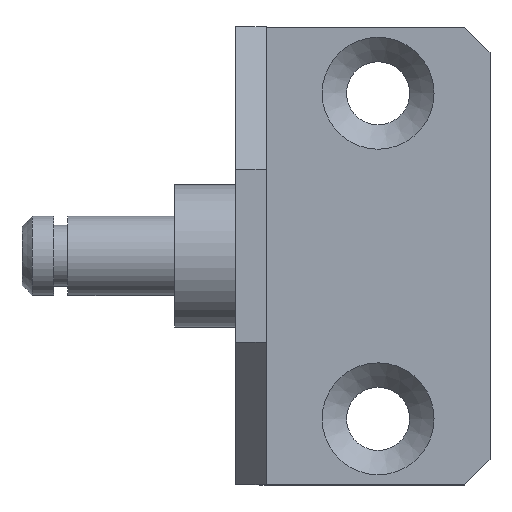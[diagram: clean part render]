
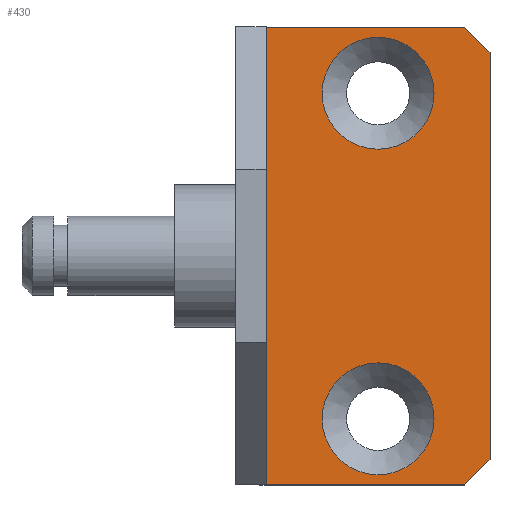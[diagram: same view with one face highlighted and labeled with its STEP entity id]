
A CAD part, top view. The second image highlights one B-rep face of the part: STEP entity #430.
In plain terms, the highlighted planar face has unit normal (0, 0, 1).
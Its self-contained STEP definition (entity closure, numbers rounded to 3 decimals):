
#20=FACE_BOUND('',#89,.T.);
#21=FACE_BOUND('',#90,.T.);
#29=PLANE('',#488);
#57=FACE_OUTER_BOUND('',#88,.T.);
#88=EDGE_LOOP('',(#343,#344,#345,#346,#347,#348));
#89=EDGE_LOOP('',(#349));
#90=EDGE_LOOP('',(#350));
#111=LINE('',#677,#151);
#123=LINE('',#706,#163);
#124=LINE('',#708,#164);
#125=LINE('',#710,#165);
#126=LINE('',#712,#166);
#127=LINE('',#713,#167);
#151=VECTOR('',#556,45.);
#163=VECTOR('',#576,19.5);
#164=VECTOR('',#577,3.536);
#165=VECTOR('',#578,40.);
#166=VECTOR('',#579,3.536);
#167=VECTOR('',#580,19.5);
#198=CIRCLE('',#489,5.5);
#199=CIRCLE('',#490,5.5);
#214=VERTEX_POINT('',#675);
#215=VERTEX_POINT('',#676);
#228=VERTEX_POINT('',#705);
#229=VERTEX_POINT('',#707);
#230=VERTEX_POINT('',#709);
#231=VERTEX_POINT('',#711);
#232=VERTEX_POINT('',#714);
#233=VERTEX_POINT('',#716);
#257=EDGE_CURVE('',#214,#215,#111,.T.);
#271=EDGE_CURVE('',#215,#228,#123,.T.);
#272=EDGE_CURVE('',#229,#228,#124,.T.);
#273=EDGE_CURVE('',#229,#230,#125,.T.);
#274=EDGE_CURVE('',#231,#230,#126,.T.);
#275=EDGE_CURVE('',#231,#214,#127,.T.);
#276=EDGE_CURVE('',#232,#232,#198,.T.);
#277=EDGE_CURVE('',#233,#233,#199,.T.);
#343=ORIENTED_EDGE('',*,*,#257,.T.);
#344=ORIENTED_EDGE('',*,*,#271,.T.);
#345=ORIENTED_EDGE('',*,*,#272,.F.);
#346=ORIENTED_EDGE('',*,*,#273,.T.);
#347=ORIENTED_EDGE('',*,*,#274,.F.);
#348=ORIENTED_EDGE('',*,*,#275,.T.);
#349=ORIENTED_EDGE('',*,*,#276,.T.);
#350=ORIENTED_EDGE('',*,*,#277,.T.);
#430=ADVANCED_FACE('',(#57,#20,#21),#29,.T.);
#488=AXIS2_PLACEMENT_3D('',#704,#574,#575);
#489=AXIS2_PLACEMENT_3D('',#715,#581,#582);
#490=AXIS2_PLACEMENT_3D('',#717,#583,#584);
#556=DIRECTION('',(0.,-1.,0.));
#574=DIRECTION('center_axis',(0.,0.,1.));
#575=DIRECTION('ref_axis',(1.,0.,0.));
#576=DIRECTION('',(1.,0.,0.));
#577=DIRECTION('',(-0.707,-0.707,0.));
#578=DIRECTION('',(0.,1.,0.));
#579=DIRECTION('',(0.707,-0.707,0.));
#580=DIRECTION('',(-1.,0.,0.));
#581=DIRECTION('center_axis',(0.,0.,-1.));
#582=DIRECTION('ref_axis',(1.,0.,0.));
#583=DIRECTION('center_axis',(0.,0.,-1.));
#584=DIRECTION('ref_axis',(1.,0.,0.));
#675=CARTESIAN_POINT('',(0.,22.5,-12.));
#676=CARTESIAN_POINT('',(0.,-22.5,-12.));
#677=CARTESIAN_POINT('',(0.,0.,-12.));
#704=CARTESIAN_POINT('Origin',(22.,0.,-12.));
#705=CARTESIAN_POINT('',(19.5,-22.5,-12.));
#706=CARTESIAN_POINT('',(0.,-22.5,-12.));
#707=CARTESIAN_POINT('',(22.,-20.,-12.));
#708=CARTESIAN_POINT('',(26.375,-15.625,-12.));
#709=CARTESIAN_POINT('',(22.,20.,-12.));
#710=CARTESIAN_POINT('',(22.,0.,-12.));
#711=CARTESIAN_POINT('',(19.5,22.5,-12.));
#712=CARTESIAN_POINT('',(26.375,15.625,-12.));
#713=CARTESIAN_POINT('',(0.,22.5,-12.));
#714=CARTESIAN_POINT('',(5.5,16.,-12.));
#715=CARTESIAN_POINT('Origin',(11.,16.,-12.));
#716=CARTESIAN_POINT('',(5.5,-16.,-12.));
#717=CARTESIAN_POINT('Origin',(11.,-16.,-12.));
